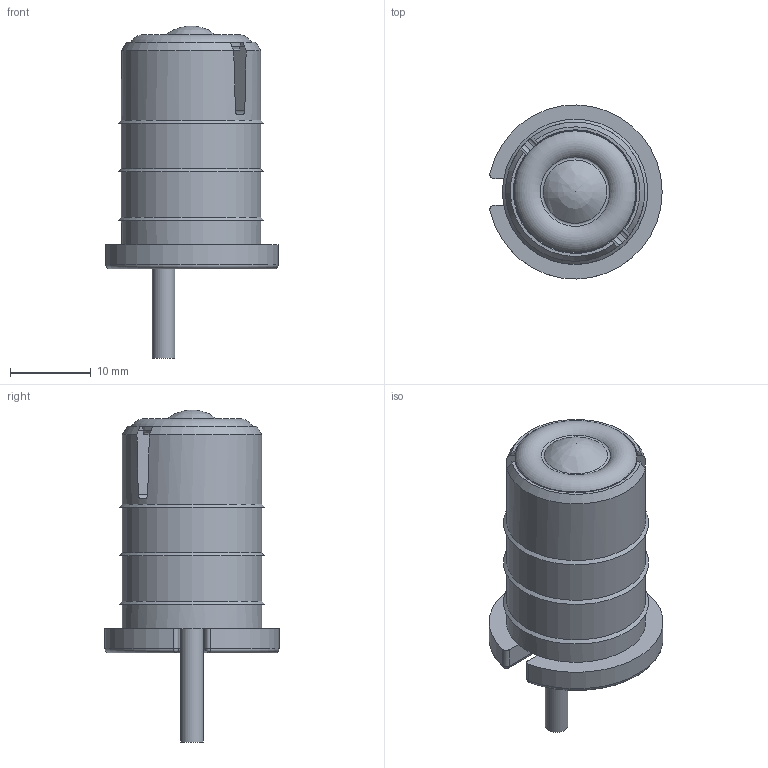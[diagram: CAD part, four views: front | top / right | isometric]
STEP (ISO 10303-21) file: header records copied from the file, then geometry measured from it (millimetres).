
FILE_DESCRIPTION(/* description */ (''),/* implementation_level */ '2;1');
FILE_NAME(/* name */ 'PB18.stp',/* time_stamp */ '2019-01-18T10:50:33+01:00',/* author */ ('tvb'),/* organization */ (''),/* preprocessor_version */ 'ST-DEVELOPER v16.1',/* originating_system */ 'Autodesk Inventor 2016',/* authorisation */ '');
FILE_SCHEMA (('AUTOMOTIVE_DESIGN { 1 0 10303 214 3 1 1 }'));
Length unit declared in the file: centimetre
Products named in the file (1): PB18
Bounding box: 21.27 x 21.5 x 40.99 mm (x, y, z)
Volume: 6779.5 mm3; surface area: 3268.9 mm2
Topology: 1 solids, 1 shells, 156 faces, 428 edges, 276 vertices
Faces by surface type: plane 53, cylinder 46, cone 41, torus 13, sphere 2, bspline 1
Full cylindrical faces by diameter (mm): 2.8 x1, 3.3 x1, 15 x1, 17.2 x4
Entity records: 5287 total; most frequent: CARTESIAN_POINT 1540, ORIENTED_EDGE 826, DIRECTION 732, EDGE_CURVE 405, AXIS2_PLACEMENT_3D 310, VERTEX_POINT 270, EDGE_LOOP 175, FACE_OUTER_BOUND 156
